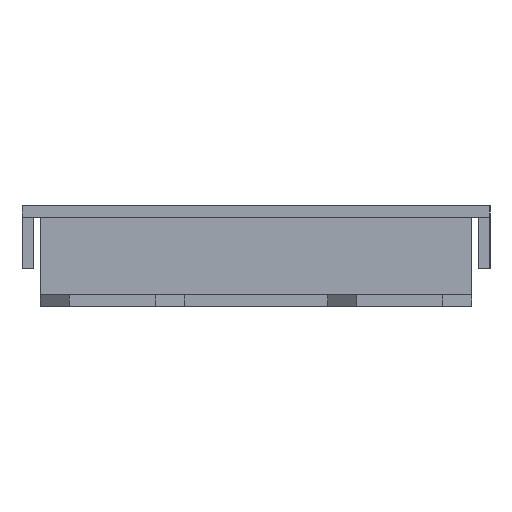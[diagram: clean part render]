
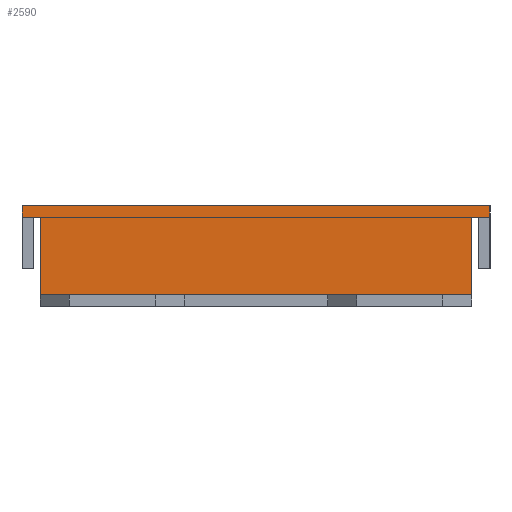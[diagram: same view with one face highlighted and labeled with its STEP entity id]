
A CAD part, left-side view. The second image highlights one B-rep face of the part: STEP entity #2590.
In plain terms, the highlighted planar face has unit normal (-1, 0, 0).
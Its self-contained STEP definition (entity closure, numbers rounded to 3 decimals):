
#534=DIRECTION('',(0.,-1.,0.));
#535=VECTOR('',#534,81.4);
#536=CARTESIAN_POINT('',(2378.388,273.133,2.));
#537=LINE('',#536,#535);
#761=DIRECTION('',(0.,0.,-1.));
#762=VECTOR('',#761,2.);
#763=CARTESIAN_POINT('',(2378.388,191.733,2.));
#764=LINE('',#763,#762);
#894=DIRECTION('',(0.,-1.,0.));
#895=VECTOR('',#894,3.2);
#896=CARTESIAN_POINT('',(2378.388,194.933,0.));
#897=LINE('',#896,#895);
#901=DIRECTION('',(0.,0.,1.));
#902=VECTOR('',#901,13.5);
#903=CARTESIAN_POINT('',(2378.388,194.933,-13.5));
#904=LINE('',#903,#902);
#908=DIRECTION('',(0.,-1.,0.));
#909=VECTOR('',#908,3.2);
#910=CARTESIAN_POINT('',(2378.388,273.133,0.));
#911=LINE('',#910,#909);
#915=DIRECTION('',(0.,0.,-1.));
#916=VECTOR('',#915,2.);
#917=CARTESIAN_POINT('',(2378.388,273.133,2.));
#918=LINE('',#917,#916);
#950=DIRECTION('',(0.,0.,1.));
#951=VECTOR('',#950,13.5);
#952=CARTESIAN_POINT('',(2378.388,269.933,-13.5));
#953=LINE('',#952,#951);
#1073=DIRECTION('',(0.,1.,0.));
#1074=VECTOR('',#1073,75.);
#1075=CARTESIAN_POINT('',(2378.388,194.933,-13.5));
#1076=LINE('',#1075,#1074);
#1786=CARTESIAN_POINT('',(2378.388,191.733,2.));
#1787=VERTEX_POINT('',#1786);
#1788=CARTESIAN_POINT('',(2378.388,191.733,0.));
#1789=VERTEX_POINT('',#1788);
#1790=CARTESIAN_POINT('',(2378.388,273.133,2.));
#1791=VERTEX_POINT('',#1790);
#1792=CARTESIAN_POINT('',(2378.388,273.133,0.));
#1793=VERTEX_POINT('',#1792);
#2054=CARTESIAN_POINT('',(2378.388,194.933,-13.5));
#2055=CARTESIAN_POINT('',(2378.388,269.933,-13.5));
#2056=VERTEX_POINT('',#2054);
#2057=VERTEX_POINT('',#2055);
#2058=CARTESIAN_POINT('',(2378.388,194.933,0.));
#2060=VERTEX_POINT('',#2058);
#2062=CARTESIAN_POINT('',(2378.388,269.933,0.));
#2064=VERTEX_POINT('',#2062);
#2572=CARTESIAN_POINT('',(2378.388,232.433,0.));
#2573=DIRECTION('',(-1.,0.,0.));
#2574=DIRECTION('',(0.,-1.,0.));
#2575=AXIS2_PLACEMENT_3D('',#2572,#2573,#2574);
#2576=PLANE('',#2575);
#2577=ORIENTED_EDGE('',*,*,#2104,.F.);
#2579=ORIENTED_EDGE('',*,*,#2578,.F.);
#2581=ORIENTED_EDGE('',*,*,#2580,.T.);
#2583=ORIENTED_EDGE('',*,*,#2582,.T.);
#2584=ORIENTED_EDGE('',*,*,#2134,.F.);
#2585=ORIENTED_EDGE('',*,*,#2560,.F.);
#2586=ORIENTED_EDGE('',*,*,#2272,.T.);
#2587=ORIENTED_EDGE('',*,*,#2369,.T.);
#2588=EDGE_LOOP('',(#2577,#2579,#2581,#2583,#2584,#2585,#2586,#2587));
#2589=FACE_OUTER_BOUND('',#2588,.F.);
#2104=EDGE_CURVE('',#2060,#1789,#897,.T.);
#2134=EDGE_CURVE('',#1793,#2064,#911,.T.);
#2272=EDGE_CURVE('',#1791,#1787,#537,.T.);
#2369=EDGE_CURVE('',#1787,#1789,#764,.T.);
#2560=EDGE_CURVE('',#1791,#1793,#918,.T.);
#2578=EDGE_CURVE('',#2056,#2060,#904,.T.);
#2580=EDGE_CURVE('',#2056,#2057,#1076,.T.);
#2582=EDGE_CURVE('',#2057,#2064,#953,.T.);
#2590=ADVANCED_FACE('',(#2589),#2576,.T.);
